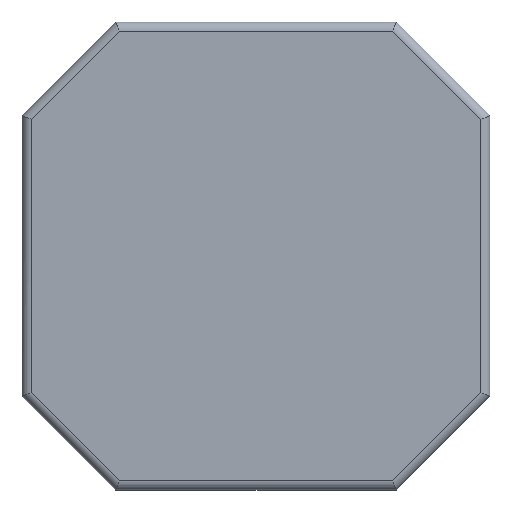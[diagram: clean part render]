
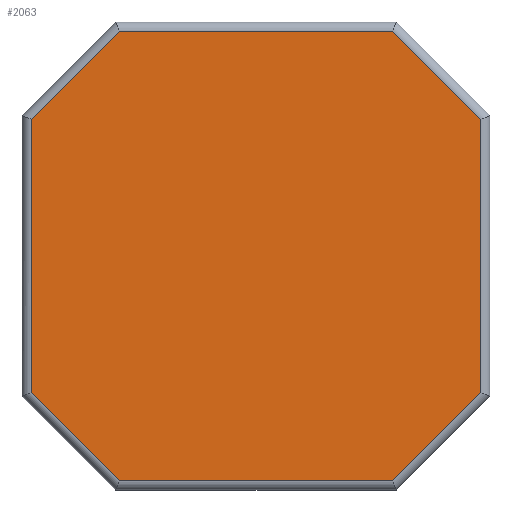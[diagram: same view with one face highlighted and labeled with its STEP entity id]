
A CAD part, front view. The second image highlights one B-rep face of the part: STEP entity #2063.
In plain terms, the highlighted planar face has unit normal (0, -1, 0).
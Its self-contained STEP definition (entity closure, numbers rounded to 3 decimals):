
#105=PLANE('',#2220);
#199=FACE_OUTER_BOUND('',#325,.T.);
#325=EDGE_LOOP('',(#1473,#1474,#1475,#1476,#1477,#1478,#1479,#1480));
#465=LINE('',#2920,#699);
#467=LINE('',#2928,#701);
#469=LINE('',#2935,#703);
#471=LINE('',#2943,#705);
#474=LINE('',#2951,#708);
#476=LINE('',#2957,#710);
#477=LINE('',#2960,#711);
#480=LINE('',#2964,#714);
#699=VECTOR('',#2364,10.);
#701=VECTOR('',#2372,10.);
#703=VECTOR('',#2378,10.);
#705=VECTOR('',#2386,10.);
#708=VECTOR('',#2393,10.);
#710=VECTOR('',#2399,10.);
#711=VECTOR('',#2404,10.);
#714=VECTOR('',#2409,10.);
#933=VERTEX_POINT('',#2918);
#934=VERTEX_POINT('',#2919);
#937=VERTEX_POINT('',#2927);
#939=VERTEX_POINT('',#2933);
#940=VERTEX_POINT('',#2934);
#943=VERTEX_POINT('',#2942);
#946=VERTEX_POINT('',#2950);
#948=VERTEX_POINT('',#2956);
#1127=EDGE_CURVE('',#933,#934,#465,.T.);
#1131=EDGE_CURVE('',#934,#937,#467,.T.);
#1134=EDGE_CURVE('',#939,#940,#469,.T.);
#1138=EDGE_CURVE('',#940,#943,#471,.T.);
#1142=EDGE_CURVE('',#943,#946,#474,.T.);
#1145=EDGE_CURVE('',#946,#948,#476,.T.);
#1147=EDGE_CURVE('',#937,#939,#477,.T.);
#1150=EDGE_CURVE('',#948,#933,#480,.T.);
#1473=ORIENTED_EDGE('',*,*,#1134,.F.);
#1474=ORIENTED_EDGE('',*,*,#1147,.F.);
#1475=ORIENTED_EDGE('',*,*,#1131,.F.);
#1476=ORIENTED_EDGE('',*,*,#1127,.F.);
#1477=ORIENTED_EDGE('',*,*,#1150,.F.);
#1478=ORIENTED_EDGE('',*,*,#1145,.F.);
#1479=ORIENTED_EDGE('',*,*,#1142,.F.);
#1480=ORIENTED_EDGE('',*,*,#1138,.F.);
#2063=ADVANCED_FACE('',(#199),#105,.F.);
#2220=AXIS2_PLACEMENT_3D('',#2983,#2427,#2428);
#2364=DIRECTION('',(-1.,0.,0.));
#2372=DIRECTION('',(-0.707,0.,0.707));
#2378=DIRECTION('',(0.707,0.,0.707));
#2386=DIRECTION('',(1.,0.,0.));
#2393=DIRECTION('',(0.707,0.,-0.707));
#2399=DIRECTION('',(0.,0.,-1.));
#2404=DIRECTION('',(0.,0.,1.));
#2409=DIRECTION('',(-0.707,0.,-0.707));
#2427=DIRECTION('center_axis',(0.,1.,0.));
#2428=DIRECTION('ref_axis',(1.,0.,0.));
#2918=CARTESIAN_POINT('',(15.309,0.,-23.129));
#2919=CARTESIAN_POINT('',(-13.863,0.,-23.129));
#2920=CARTESIAN_POINT('',(8.223,0.,-23.129));
#2927=CARTESIAN_POINT('',(-23.277,0.,-13.715));
#2928=CARTESIAN_POINT('',(-16.07,0.,-20.922));
#2933=CARTESIAN_POINT('',(-23.277,0.,15.457));
#2934=CARTESIAN_POINT('',(-13.863,0.,24.871));
#2935=CARTESIAN_POINT('',(-21.07,0.,17.664));
#2942=CARTESIAN_POINT('',(15.309,0.,24.871));
#2943=CARTESIAN_POINT('',(-6.777,0.,24.871));
#2950=CARTESIAN_POINT('',(24.723,0.,15.457));
#2951=CARTESIAN_POINT('',(17.516,0.,22.664));
#2956=CARTESIAN_POINT('',(24.723,0.,-13.715));
#2957=CARTESIAN_POINT('',(24.723,0.,8.371));
#2960=CARTESIAN_POINT('',(-23.277,0.,-6.629));
#2964=CARTESIAN_POINT('',(22.516,0.,-15.922));
#2983=CARTESIAN_POINT('Origin',(0.723,0.,0.871));
